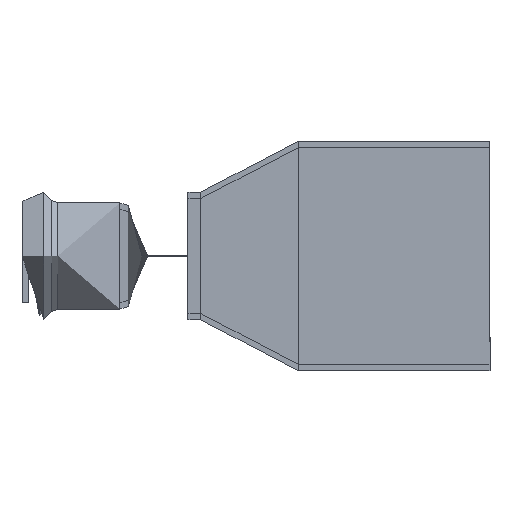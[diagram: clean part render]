
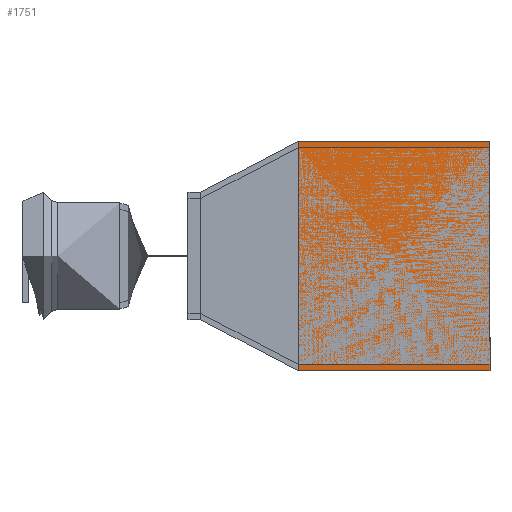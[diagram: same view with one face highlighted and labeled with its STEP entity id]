
A CAD part, top view. The second image highlights one B-rep face of the part: STEP entity #1751.
In plain terms, the highlighted free-form (B-spline) face has degree [1, 2] with [2, 9] control points.
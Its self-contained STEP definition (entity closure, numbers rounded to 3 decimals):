
#1723 = EDGE_CURVE('',#1724,#1726,#1728,.T.);
#1724 = VERTEX_POINT('',#1725);
#1725 = CARTESIAN_POINT('',(-68.,27.,0.));
#1726 = VERTEX_POINT('',#1727);
#1727 = CARTESIAN_POINT('',(-68.,-27.,0.));
#1728 = ( BOUNDED_CURVE() B_SPLINE_CURVE(2,(#1729,#1730,#1731,#1732,
#1733),.UNSPECIFIED.,.F.,.F.) B_SPLINE_CURVE_WITH_KNOTS((3,2,3),(0.,
1.571,3.142),.UNSPECIFIED.) CURVE() 
GEOMETRIC_REPRESENTATION_ITEM() RATIONAL_B_SPLINE_CURVE((1.,
0.707,1.,0.707,1.)) REPRESENTATION_ITEM('') );
#1729 = CARTESIAN_POINT('',(-68.,27.,0.));
#1730 = CARTESIAN_POINT('',(-68.,27.,27.));
#1731 = CARTESIAN_POINT('',(-68.,0.,27.));
#1732 = CARTESIAN_POINT('',(-68.,-27.,27.));
#1733 = CARTESIAN_POINT('',(-68.,-27.,0.));
#1735 = EDGE_CURVE('',#1726,#1724,#1736,.T.);
#1736 = ( BOUNDED_CURVE() B_SPLINE_CURVE(2,(#1737,#1738,#1739,#1740,
#1741),.UNSPECIFIED.,.F.,.F.) B_SPLINE_CURVE_WITH_KNOTS((3,2,3),(
    3.142,4.712,6.283),
.PIECEWISE_BEZIER_KNOTS.) CURVE() GEOMETRIC_REPRESENTATION_ITEM() 
RATIONAL_B_SPLINE_CURVE((1.,0.707,1.,0.707,1.)) 
REPRESENTATION_ITEM('') );
#1737 = CARTESIAN_POINT('',(-68.,-27.,0.));
#1738 = CARTESIAN_POINT('',(-68.,-27.,-27.));
#1739 = CARTESIAN_POINT('',(-68.,0.,-27.));
#1740 = CARTESIAN_POINT('',(-68.,27.,-27.));
#1741 = CARTESIAN_POINT('',(-68.,27.,0.));
#1751 = ADVANCED_FACE('',(#1752),#1782,.T.);
#1752 = FACE_BOUND('',#1753,.T.);
#1753 = EDGE_LOOP('',(#1754,#1766,#1774,#1779,#1780,#1781));
#1754 = ORIENTED_EDGE('',*,*,#1755,.F.);
#1755 = EDGE_CURVE('',#1756,#1758,#1760,.T.);
#1756 = VERTEX_POINT('',#1757);
#1757 = CARTESIAN_POINT('',(-23.,27.,0.));
#1758 = VERTEX_POINT('',#1759);
#1759 = CARTESIAN_POINT('',(-23.,-27.,0.));
#1760 = ( BOUNDED_CURVE() B_SPLINE_CURVE(2,(#1761,#1762,#1763,#1764,
#1765),.UNSPECIFIED.,.F.,.F.) B_SPLINE_CURVE_WITH_KNOTS((3,2,3),(0.,
1.571,3.142),.UNSPECIFIED.) CURVE() 
GEOMETRIC_REPRESENTATION_ITEM() RATIONAL_B_SPLINE_CURVE((1.,
0.707,1.,0.707,1.)) REPRESENTATION_ITEM('') );
#1761 = CARTESIAN_POINT('',(-23.,27.,0.));
#1762 = CARTESIAN_POINT('',(-23.,27.,27.));
#1763 = CARTESIAN_POINT('',(-23.,0.,27.));
#1764 = CARTESIAN_POINT('',(-23.,-27.,27.));
#1765 = CARTESIAN_POINT('',(-23.,-27.,0.));
#1766 = ORIENTED_EDGE('',*,*,#1767,.F.);
#1767 = EDGE_CURVE('',#1758,#1756,#1768,.T.);
#1768 = ( BOUNDED_CURVE() B_SPLINE_CURVE(2,(#1769,#1770,#1771,#1772,
#1773),.UNSPECIFIED.,.F.,.F.) B_SPLINE_CURVE_WITH_KNOTS((3,2,3),(
    3.142,4.712,6.283),
.PIECEWISE_BEZIER_KNOTS.) CURVE() GEOMETRIC_REPRESENTATION_ITEM() 
RATIONAL_B_SPLINE_CURVE((1.,0.707,1.,0.707,1.)) 
REPRESENTATION_ITEM('') );
#1769 = CARTESIAN_POINT('',(-23.,-27.,0.));
#1770 = CARTESIAN_POINT('',(-23.,-27.,-27.));
#1771 = CARTESIAN_POINT('',(-23.,0.,-27.));
#1772 = CARTESIAN_POINT('',(-23.,27.,-27.));
#1773 = CARTESIAN_POINT('',(-23.,27.,0.));
#1774 = ORIENTED_EDGE('',*,*,#1775,.T.);
#1775 = EDGE_CURVE('',#1758,#1726,#1776,.T.);
#1776 = B_SPLINE_CURVE_WITH_KNOTS('',1,(#1777,#1778),.UNSPECIFIED.,.F.,
  .F.,(2,2),(-0.833,0.833),.PIECEWISE_BEZIER_KNOTS.);
#1777 = CARTESIAN_POINT('',(-23.,-27.,0.));
#1778 = CARTESIAN_POINT('',(-68.,-27.,0.));
#1779 = ORIENTED_EDGE('',*,*,#1735,.T.);
#1780 = ORIENTED_EDGE('',*,*,#1723,.T.);
#1781 = ORIENTED_EDGE('',*,*,#1775,.F.);
#1782 = ( BOUNDED_SURFACE() B_SPLINE_SURFACE(1,2,(
    (#1783,#1784,#1785,#1786,#1787,#1788,#1789,#1790,#1791)
    ,(#1792,#1793,#1794,#1795,#1796,#1797,#1798,#1799,#1800
)),.UNSPECIFIED.,.F.,.T.,.F.) B_SPLINE_SURFACE_WITH_KNOTS((2,2),(1,2,2,2
    ,2,2,1),(-0.833,0.833),(-4.712,
    -3.142,-1.571,0.,1.571,3.142,
4.712),.UNSPECIFIED.) GEOMETRIC_REPRESENTATION_ITEM() 
RATIONAL_B_SPLINE_SURFACE((
    (1.,0.707,1.,0.707,1.,0.707,1.
      ,0.707,1.)
    ,(1.,0.707,1.,0.707,1.,0.707,1.
,0.707,1.))) REPRESENTATION_ITEM('') SURFACE() );
#1783 = CARTESIAN_POINT('',(-23.,-27.,0.));
#1784 = CARTESIAN_POINT('',(-23.,-27.,-27.));
#1785 = CARTESIAN_POINT('',(-23.,0.,-27.));
#1786 = CARTESIAN_POINT('',(-23.,27.,-27.));
#1787 = CARTESIAN_POINT('',(-23.,27.,0.));
#1788 = CARTESIAN_POINT('',(-23.,27.,27.));
#1789 = CARTESIAN_POINT('',(-23.,0.,27.));
#1790 = CARTESIAN_POINT('',(-23.,-27.,27.));
#1791 = CARTESIAN_POINT('',(-23.,-27.,0.));
#1792 = CARTESIAN_POINT('',(-68.,-27.,0.));
#1793 = CARTESIAN_POINT('',(-68.,-27.,-27.));
#1794 = CARTESIAN_POINT('',(-68.,0.,-27.));
#1795 = CARTESIAN_POINT('',(-68.,27.,-27.));
#1796 = CARTESIAN_POINT('',(-68.,27.,0.));
#1797 = CARTESIAN_POINT('',(-68.,27.,27.));
#1798 = CARTESIAN_POINT('',(-68.,0.,27.));
#1799 = CARTESIAN_POINT('',(-68.,-27.,27.));
#1800 = CARTESIAN_POINT('',(-68.,-27.,0.));
